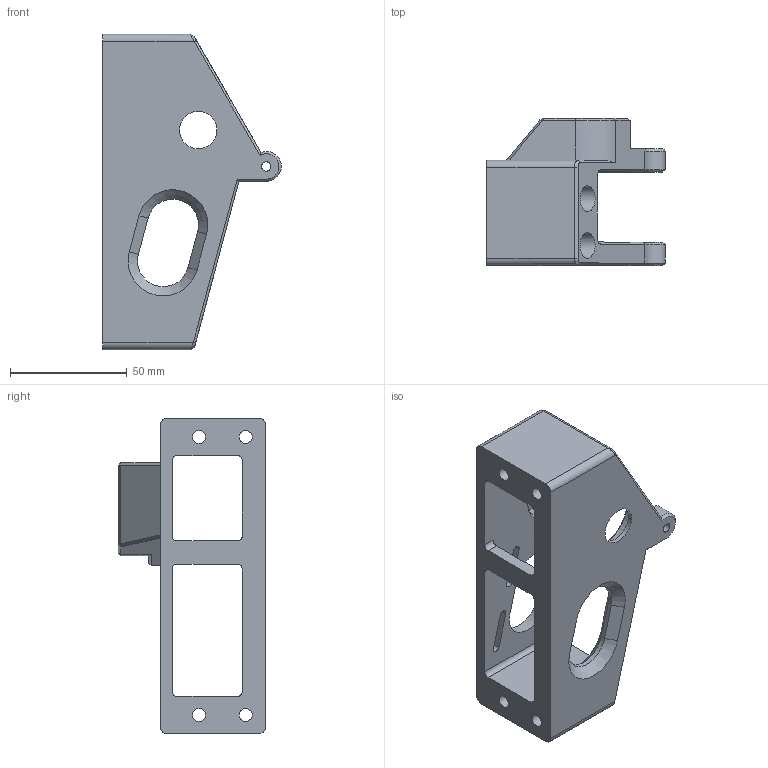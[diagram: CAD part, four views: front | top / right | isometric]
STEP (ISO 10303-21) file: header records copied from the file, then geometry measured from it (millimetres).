
FILE_DESCRIPTION(/* description */ (''),/* implementation_level */ '2;1');
FILE_NAME(/* name */ 'Component3.step',/* time_stamp */ '2021-12-27T11:02:27-06:00',/* author */ (''),/* organization */ (''),/* preprocessor_version */ 'ST-DEVELOPER v18.1',/* originating_system */ 'Autodesk Translation Framework v10.10.0.1391',/* authorisation */ '');
FILE_SCHEMA (('AUTOMOTIVE_DESIGN { 1 0 10303 214 3 1 1 }'));
Length unit declared in the file: millimetre
Products named in the file (1): FusionComponent
Bounding box: 76.43 x 63 x 135 mm (x, y, z)
Volume: 129959.1 mm3; surface area: 46617.2 mm2
Topology: 1 solids, 1 shells, 145 faces, 367 edges, 228 vertices
Faces by surface type: plane 73, cylinder 43, bspline 16, cone 13
Full cylindrical faces by diameter (mm): 4 x2, 5.5 x4, 11 x4, 16 x1, 18 x1, 28.5 x3
Entity records: 4708 total; most frequent: CARTESIAN_POINT 1176, ORIENTED_EDGE 734, DIRECTION 682, EDGE_CURVE 367, LINE 236, VECTOR 236, VERTEX_POINT 228, AXIS2_PLACEMENT_3D 223
